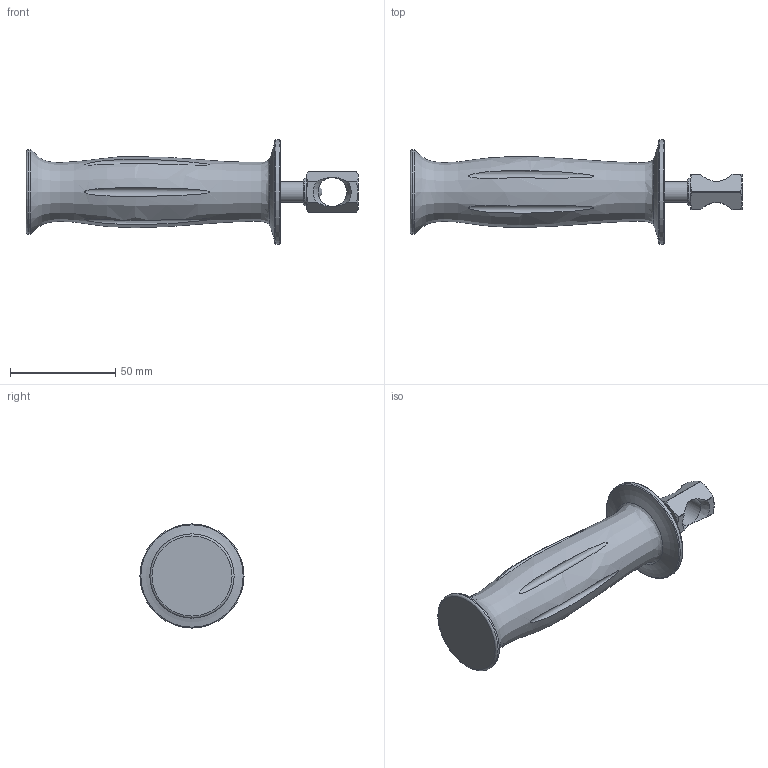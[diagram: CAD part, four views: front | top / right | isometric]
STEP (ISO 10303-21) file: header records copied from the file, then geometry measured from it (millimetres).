
FILE_DESCRIPTION(/* description */ ('Unknown'),/* implementation_level */ '2;1');
FILE_NAME(/* name */ '200009600',/* time_stamp */ '2020-03-27T11:29:34+01:00',/* author */ ('Unknown'),/* organization */ ('Unknown'),/* preprocessor_version */ 'ST-DEVELOPER v16.7',/* originating_system */ 'DEX',/* authorisation */ $);
FILE_SCHEMA (('AUTOMOTIVE_DESIGN {1 0 10303 214 3 1 1}'));
Length unit declared in the file: millimetre
Products named in the file (1): Part5
Bounding box: 158 x 49.5 x 49.5 mm (x, y, z)
Volume: 99542.8 mm3; surface area: 18854 mm2
Topology: 1 solids, 1 shells, 61 faces, 138 edges, 88 vertices
Faces by surface type: cylinder 22, cone 17, plane 14, torus 6, bspline 1, sphere 1
Full cylindrical faces by diameter (mm): 10 x1, 13 x1, 13.8 x1, 49.5 x1
Entity records: 3106 total; most frequent: CARTESIAN_POINT 1452, DIRECTION 240, ORIENTED_EDGE 226, EDGE_CURVE 113, AXIS2_PLACEMENT_3D 110, EDGE_LOOP 88, FACE_BOUND 88, VERTEX_POINT 79
